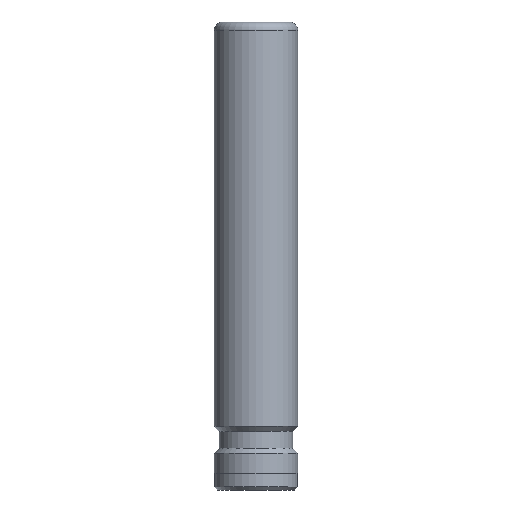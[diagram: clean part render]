
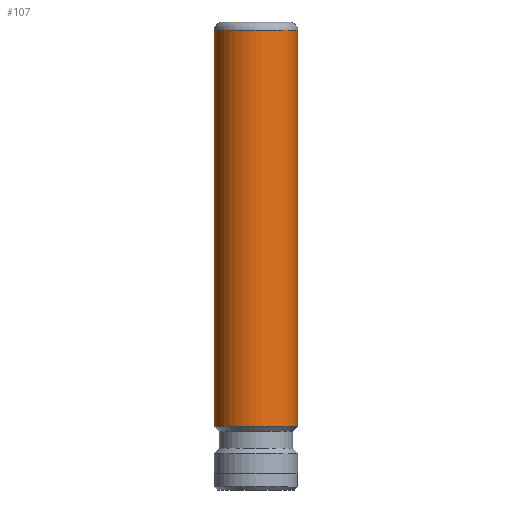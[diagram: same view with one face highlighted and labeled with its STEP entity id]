
A CAD part, front view. The second image highlights one B-rep face of the part: STEP entity #107.
In plain terms, the highlighted cylindrical face has radius 12.5 mm (diameter 25 mm), a partial arc.
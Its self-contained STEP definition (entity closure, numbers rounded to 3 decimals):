
#11 = LINE ( 'NONE', #716, #66 ) ;
#23 = DIRECTION ( 'NONE',  ( 0., 0., -1. ) ) ;
#40 = LINE ( 'NONE', #496, #313 ) ;
#66 = VECTOR ( 'NONE', #23, 1000. ) ;
#92 = ORIENTED_EDGE ( 'NONE', *, *, #261, .F. ) ;
#107 = ADVANCED_FACE ( 'NONE', ( #594 ), #554, .T. ) ;
#123 = VERTEX_POINT ( 'NONE', #244 ) ;
#124 = CARTESIAN_POINT ( 'NONE',  ( 12.5, 0., 137.5 ) ) ;
#130 = CARTESIAN_POINT ( 'NONE',  ( 0., 0., 19. ) ) ;
#192 = DIRECTION ( 'NONE',  ( -1., 0., 0. ) ) ;
#214 = CARTESIAN_POINT ( 'NONE',  ( 0., 0., 137.5 ) ) ;
#237 = AXIS2_PLACEMENT_3D ( 'NONE', #214, #321, #281 ) ;
#244 = CARTESIAN_POINT ( 'NONE',  ( 12.5, 0., 19. ) ) ;
#255 = ORIENTED_EDGE ( 'NONE', *, *, #446, .T. ) ;
#261 = EDGE_CURVE ( 'NONE', #123, #441, #508, .T. ) ;
#281 = DIRECTION ( 'NONE',  ( 1., 0., 0. ) ) ;
#286 = VERTEX_POINT ( 'NONE', #124 ) ;
#308 = DIRECTION ( 'NONE',  ( 0., 0., -1. ) ) ;
#309 = AXIS2_PLACEMENT_3D ( 'NONE', #344, #471, #645 ) ;
#313 = VECTOR ( 'NONE', #324, 1000. ) ;
#321 = DIRECTION ( 'NONE',  ( 0., 0., -1. ) ) ;
#324 = DIRECTION ( 'NONE',  ( 0., 0., -1. ) ) ;
#344 = CARTESIAN_POINT ( 'NONE',  ( 0., 0., 140. ) ) ;
#424 = EDGE_CURVE ( 'NONE', #500, #441, #11, .T. ) ;
#441 = VERTEX_POINT ( 'NONE', #551 ) ;
#446 = EDGE_CURVE ( 'NONE', #286, #500, #730, .T. ) ;
#465 = EDGE_CURVE ( 'NONE', #286, #123, #40, .T. ) ;
#471 = DIRECTION ( 'NONE',  ( 0., 0., -1. ) ) ;
#489 = EDGE_LOOP ( 'NONE', ( #542, #255, #679, #92 ) ) ;
#496 = CARTESIAN_POINT ( 'NONE',  ( 12.5, 0., 140. ) ) ;
#500 = VERTEX_POINT ( 'NONE', #735 ) ;
#508 = CIRCLE ( 'NONE', #672, 12.5 ) ;
#542 = ORIENTED_EDGE ( 'NONE', *, *, #465, .F. ) ;
#551 = CARTESIAN_POINT ( 'NONE',  ( -12.5, 0., 19. ) ) ;
#554 = CYLINDRICAL_SURFACE ( 'NONE', #309, 12.5 ) ;
#594 = FACE_OUTER_BOUND ( 'NONE', #489, .T. ) ;
#645 = DIRECTION ( 'NONE',  ( -1., 0., 0. ) ) ;
#672 = AXIS2_PLACEMENT_3D ( 'NONE', #130, #308, #192 ) ;
#679 = ORIENTED_EDGE ( 'NONE', *, *, #424, .T. ) ;
#716 = CARTESIAN_POINT ( 'NONE',  ( -12.5, 0., 140. ) ) ;
#730 = CIRCLE ( 'NONE', #237, 12.5 ) ;
#735 = CARTESIAN_POINT ( 'NONE',  ( -12.5, 0., 137.5 ) ) ;
